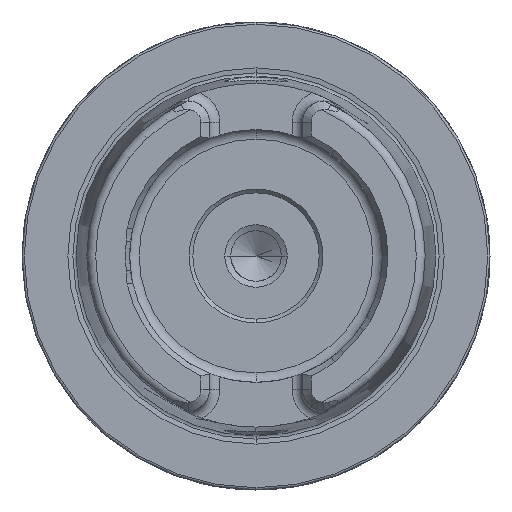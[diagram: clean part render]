
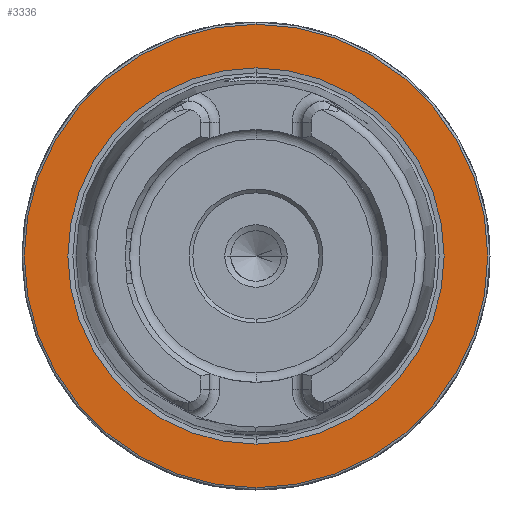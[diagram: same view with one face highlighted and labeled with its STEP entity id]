
A CAD part, left-side view. The second image highlights one B-rep face of the part: STEP entity #3336.
In plain terms, the highlighted planar face has unit normal (-1, 0, 0).
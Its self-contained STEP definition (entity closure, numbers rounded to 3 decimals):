
#782 = DIRECTION ( 'NONE',  ( 0., 0., 1. ) ) ;
#879 = ORIENTED_EDGE ( 'NONE', *, *, #33369, .T. ) ;
#1150 = CARTESIAN_POINT ( 'NONE',  ( 0., 31.2, 0. ) ) ;
#1780 = DIRECTION ( 'NONE',  ( 0., 0., 1. ) ) ;
#1895 = EDGE_CURVE ( 'NONE', #26631, #10686, #28632, .T. ) ;
#2142 = EDGE_CURVE ( 'NONE', #19239, #3481, #2581, .T. ) ;
#2581 = CIRCLE ( 'NONE', #20899, 25.324 ) ;
#3336 = ADVANCED_FACE ( 'NONE', ( #24634, #19930 ), #32962, .F. ) ;
#3481 = VERTEX_POINT ( 'NONE', #12426 ) ;
#4796 = AXIS2_PLACEMENT_3D ( 'NONE', #14006, #11041, #782 ) ;
#5165 = CARTESIAN_POINT ( 'NONE',  ( 0., 0., 0. ) ) ;
#6651 = CARTESIAN_POINT ( 'NONE',  ( 0., 0., 0. ) ) ;
#8777 = CARTESIAN_POINT ( 'NONE',  ( 0., 0., 0. ) ) ;
#9802 = CARTESIAN_POINT ( 'NONE',  ( 0., 0., 31.2 ) ) ;
#10564 = DIRECTION ( 'NONE',  ( -1., 0., 0. ) ) ;
#10686 = VERTEX_POINT ( 'NONE', #9802 ) ;
#10855 = AXIS2_PLACEMENT_3D ( 'NONE', #1150, #17133, #19242 ) ;
#10968 = ORIENTED_EDGE ( 'NONE', *, *, #1895, .T. ) ;
#11041 = DIRECTION ( 'NONE',  ( -1., 0., 0. ) ) ;
#12426 = CARTESIAN_POINT ( 'NONE',  ( 0., 0., -25.324 ) ) ;
#13078 = AXIS2_PLACEMENT_3D ( 'NONE', #5165, #10564, #15767 ) ;
#14006 = CARTESIAN_POINT ( 'NONE',  ( 0., 0., 0. ) ) ;
#14759 = CARTESIAN_POINT ( 'NONE',  ( 0., 0., -31.2 ) ) ;
#15554 = EDGE_CURVE ( 'NONE', #3481, #19239, #16482, .T. ) ;
#15767 = DIRECTION ( 'NONE',  ( 0., 0., 1. ) ) ;
#16482 = CIRCLE ( 'NONE', #4796, 25.324 ) ;
#17133 = DIRECTION ( 'NONE',  ( 1., 0., 0. ) ) ;
#17294 = CIRCLE ( 'NONE', #26204, 31.2 ) ;
#18408 = CARTESIAN_POINT ( 'NONE',  ( 0., 0., 25.324 ) ) ;
#19239 = VERTEX_POINT ( 'NONE', #18408 ) ;
#19242 = DIRECTION ( 'NONE',  ( 0., 0., -1. ) ) ;
#19703 = DIRECTION ( 'NONE',  ( -1., 0., 0. ) ) ;
#19930 = FACE_OUTER_BOUND ( 'NONE', #28332, .T. ) ;
#20899 = AXIS2_PLACEMENT_3D ( 'NONE', #6651, #19703, #1780 ) ;
#24449 = DIRECTION ( 'NONE',  ( -1., 0., 0. ) ) ;
#24634 = FACE_BOUND ( 'NONE', #26332, .T. ) ;
#25299 = ORIENTED_EDGE ( 'NONE', *, *, #15554, .F. ) ;
#26204 = AXIS2_PLACEMENT_3D ( 'NONE', #8777, #24449, #30327 ) ;
#26332 = EDGE_LOOP ( 'NONE', ( #27133, #25299 ) ) ;
#26631 = VERTEX_POINT ( 'NONE', #14759 ) ;
#27133 = ORIENTED_EDGE ( 'NONE', *, *, #2142, .F. ) ;
#28332 = EDGE_LOOP ( 'NONE', ( #879, #10968 ) ) ;
#28632 = CIRCLE ( 'NONE', #13078, 31.2 ) ;
#30327 = DIRECTION ( 'NONE',  ( 0., 0., 1. ) ) ;
#32962 = PLANE ( 'NONE',  #10855 ) ;
#33369 = EDGE_CURVE ( 'NONE', #10686, #26631, #17294, .T. ) ;
